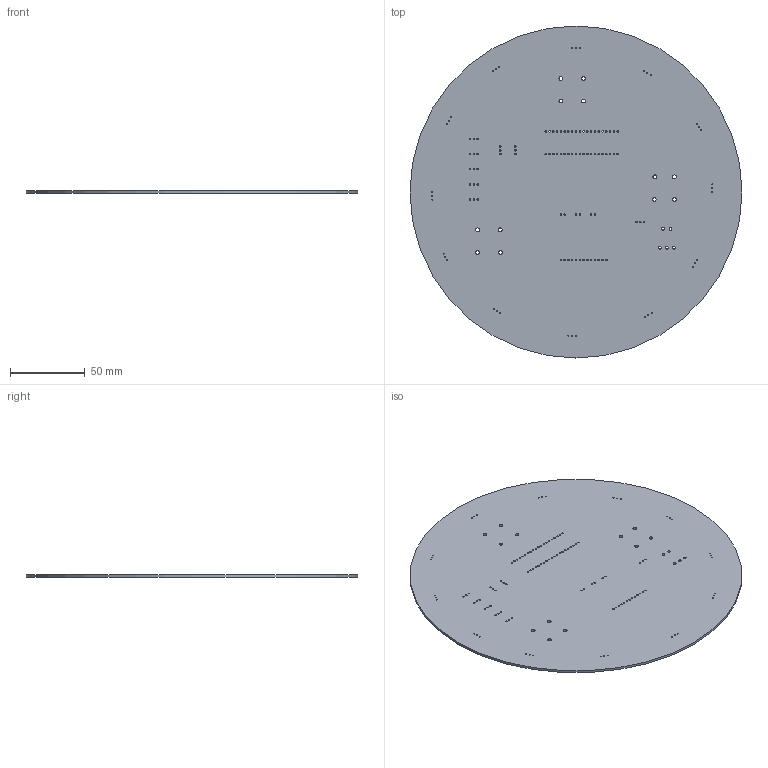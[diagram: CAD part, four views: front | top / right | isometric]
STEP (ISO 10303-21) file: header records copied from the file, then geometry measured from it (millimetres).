
FILE_DESCRIPTION(('KiCad electronic assembly'),'2;1');
FILE_NAME('Robocup PCB 1.step','2022-10-24T11:29:13',('Pcbnew'),('Kicad' ),'Open CASCADE STEP processor 7.6','KiCad to STEP converter', 'Unknown');
FILE_SCHEMA(('AUTOMOTIVE_DESIGN { 1 0 10303 214 1 1 1 1 }'));
Length unit declared in the file: millimetre
Products named in the file (2): Robocup PCB 1 1; _autosave-Robocup PCB 1 PCB
Assembly tree (1 placements, depth 2):
  Robocup PCB 1 1
    _autosave-Robocup PCB 1 PCB
Bounding box: 222.83 x 222.83 x 1.6 mm (x, y, z)
Volume: 62151.7 mm3; surface area: 79550.9 mm2
Topology: 1 solids, 1 shells, 139 faces, 411 edges, 274 vertices
Faces by surface type: cylinder 137, plane 2
Full cylindrical faces by diameter (mm): 0.7 x36, 1 x83, 1.85 x5, 2.5 x12, 222.826 x1
Entity records: 10753 total; most frequent: DIRECTION 1789, CARTESIAN_POINT 1648, ORIENTED_EDGE 822, PCURVE 822, DEFINITIONAL_REPRESENTATION 822, LINE 685, VECTOR 685, CIRCLE 548
